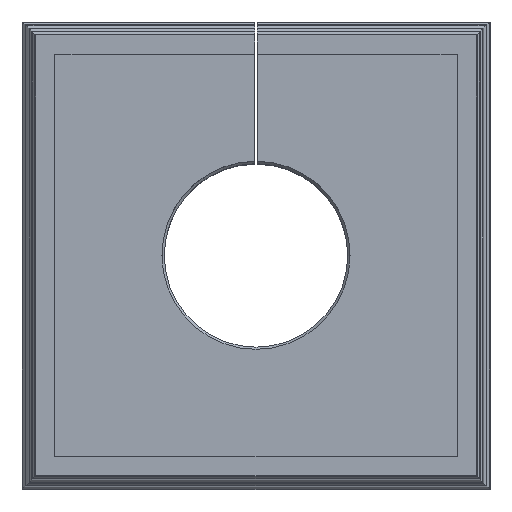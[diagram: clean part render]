
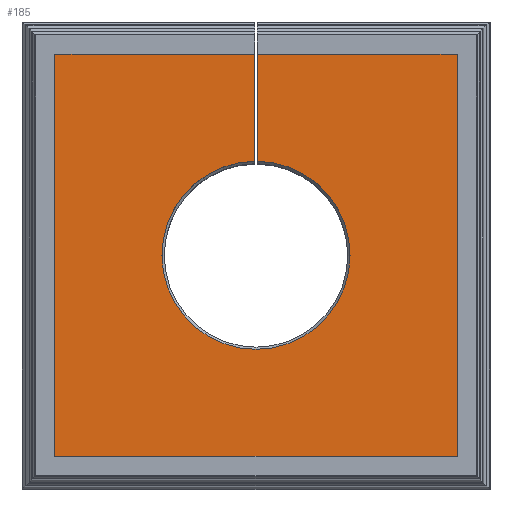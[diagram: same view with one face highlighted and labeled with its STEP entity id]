
A CAD part, top view. The second image highlights one B-rep face of the part: STEP entity #185.
In plain terms, the highlighted planar face has unit normal (0, 0, 1).
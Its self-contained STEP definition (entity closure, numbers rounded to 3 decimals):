
#55=CIRCLE('',#1902,4.);
#185=ADVANCED_FACE('',(#360),#283,.T.);
#283=PLANE('',#1903);
#360=FACE_OUTER_BOUND('',#462,.T.);
#462=EDGE_LOOP('',(#757,#758,#759,#760,#761,#762,#763,#764));
#757=ORIENTED_EDGE('',*,*,#1338,.F.);
#758=ORIENTED_EDGE('',*,*,#1339,.T.);
#759=ORIENTED_EDGE('',*,*,#1340,.T.);
#760=ORIENTED_EDGE('',*,*,#1341,.T.);
#761=ORIENTED_EDGE('',*,*,#1342,.T.);
#762=ORIENTED_EDGE('',*,*,#1221,.T.);
#763=ORIENTED_EDGE('',*,*,#1343,.F.);
#764=ORIENTED_EDGE('',*,*,#1344,.F.);
#1051=VERTEX_POINT('',#2450);
#1053=VERTEX_POINT('',#2453);
#1127=VERTEX_POINT('',#2751);
#1128=VERTEX_POINT('',#2752);
#1129=VERTEX_POINT('',#2754);
#1130=VERTEX_POINT('',#2756);
#1131=VERTEX_POINT('',#2758);
#1132=VERTEX_POINT('',#2761);
#1221=EDGE_CURVE('',#1053,#1051,#1476,.T.);
#1338=EDGE_CURVE('',#1127,#1128,#1576,.T.);
#1339=EDGE_CURVE('',#1127,#1129,#1577,.T.);
#1340=EDGE_CURVE('',#1129,#1130,#1578,.T.);
#1341=EDGE_CURVE('',#1130,#1131,#1579,.T.);
#1342=EDGE_CURVE('',#1131,#1053,#1580,.T.);
#1343=EDGE_CURVE('',#1132,#1051,#1581,.T.);
#1344=EDGE_CURVE('',#1128,#1132,#55,.T.);
#1476=LINE('',#2452,#1668);
#1576=LINE('',#2750,#1768);
#1577=LINE('',#2753,#1769);
#1578=LINE('',#2755,#1770);
#1579=LINE('',#2757,#1771);
#1580=LINE('',#2759,#1772);
#1581=LINE('',#2760,#1773);
#1668=VECTOR('',#2010,1.);
#1768=VECTOR('',#2198,1.);
#1769=VECTOR('',#2199,1.);
#1770=VECTOR('',#2200,1.);
#1771=VECTOR('',#2201,1.);
#1772=VECTOR('',#2202,1.);
#1773=VECTOR('',#2203,1.);
#1902=AXIS2_PLACEMENT_3D('',#2762,#2204,#2205);
#1903=AXIS2_PLACEMENT_3D('',#2763,#2206,#2207);
#2010=DIRECTION('',(-1.,0.,0.));
#2198=DIRECTION('',(0.,-1.,0.));
#2199=DIRECTION('',(-1.,0.,0.));
#2200=DIRECTION('',(0.,-1.,0.));
#2201=DIRECTION('',(1.,0.,0.));
#2202=DIRECTION('',(0.,1.,0.));
#2203=DIRECTION('',(0.,1.,0.));
#2204=DIRECTION('',(0.,0.,1.));
#2205=DIRECTION('',(1.,0.,0.));
#2206=DIRECTION('',(0.,0.,1.));
#2207=DIRECTION('',(-1.,0.,0.));
#2450=CARTESIAN_POINT('',(0.05,8.55,17.7));
#2452=CARTESIAN_POINT('',(8.55,8.55,17.7));
#2453=CARTESIAN_POINT('',(8.55,8.55,17.7));
#2750=CARTESIAN_POINT('',(-0.05,0.,17.7));
#2751=CARTESIAN_POINT('',(-0.05,8.55,17.7));
#2752=CARTESIAN_POINT('',(-0.05,4.,17.7));
#2753=CARTESIAN_POINT('',(8.55,8.55,17.7));
#2754=CARTESIAN_POINT('',(-8.55,8.55,17.7));
#2755=CARTESIAN_POINT('',(-8.55,8.55,17.7));
#2756=CARTESIAN_POINT('',(-8.55,-8.55,17.7));
#2757=CARTESIAN_POINT('',(-8.55,-8.55,17.7));
#2758=CARTESIAN_POINT('',(8.55,-8.55,17.7));
#2759=CARTESIAN_POINT('',(8.55,-8.55,17.7));
#2760=CARTESIAN_POINT('',(0.05,0.,17.7));
#2761=CARTESIAN_POINT('',(0.05,4.,17.7));
#2762=CARTESIAN_POINT('',(0.,0.,17.7));
#2763=CARTESIAN_POINT('',(0.,0.,17.7));
